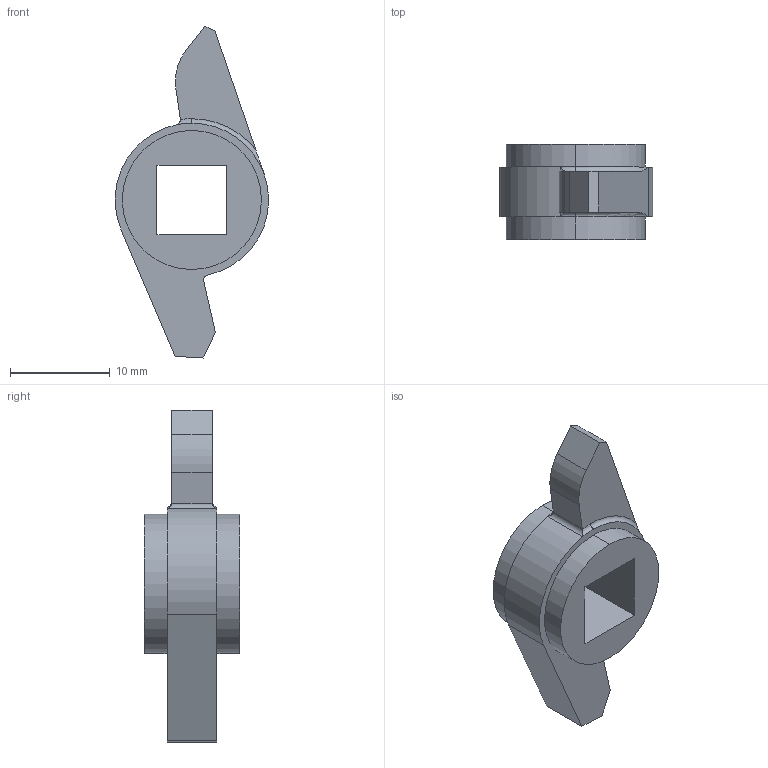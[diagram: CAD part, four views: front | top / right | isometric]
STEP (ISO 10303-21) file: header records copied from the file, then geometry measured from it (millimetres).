
FILE_DESCRIPTION (( 'STEP AP203' ), '1' );
FILE_NAME ('0004.000.001.STEP', '2023-04-02T13:05:20', ( '' ), ( '' ), 'SwSTEP 2.0', 'SolidWorks 2022', '' );
FILE_SCHEMA (( 'CONFIG_CONTROL_DESIGN' ));
Length unit declared in the file: millimetre
Products named in the file (1): 0004.000.001
Bounding box: 15.38 x 9.55 x 33.3 mm (x, y, z)
Volume: 1601 mm3; surface area: 1316.5 mm2
Topology: 1 solids, 1 shells, 31 faces, 77 edges, 50 vertices
Faces by surface type: plane 18, cylinder 9, torus 4
Entity records: 1024 total; most frequent: CARTESIAN_POINT 183, DIRECTION 165, ORIENTED_EDGE 154, EDGE_CURVE 77, AXIS2_PLACEMENT_3D 60, VERTEX_POINT 50, LINE 45, VECTOR 45
